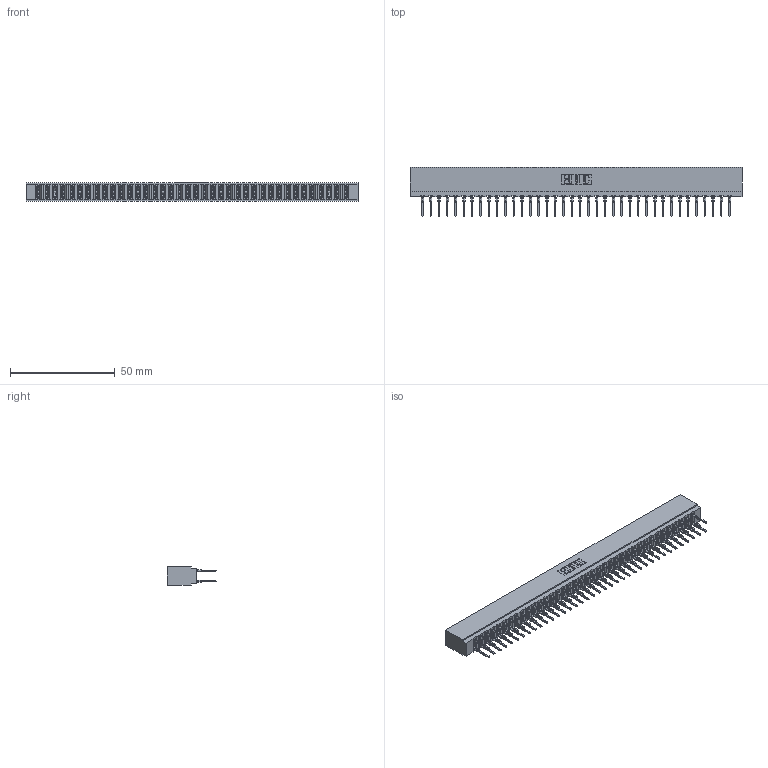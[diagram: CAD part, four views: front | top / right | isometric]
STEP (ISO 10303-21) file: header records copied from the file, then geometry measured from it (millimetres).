
FILE_DESCRIPTION (( 'STEP AP203' ), '1' );
FILE_NAME ('717-076-522-201.STEP', '2026-02-20T19:15:42', ( '' ), ( '' ), 'SwSTEP 2.0', 'SolidWorks 2023', '' );
FILE_SCHEMA (( 'CONFIG_CONTROL_DESIGN' ));
Length unit declared in the file: millimetre
Products named in the file (3): 717 Part_Insulator Option - 06; 717-076-522-201; 745-292-001_522
Assembly tree (77 placements, depth 2):
  717-076-522-201
    717 Part_Insulator Option - 06
    745-292-001_522  x76
Bounding box: 158.45 x 23.48 x 8.89 mm (x, y, z)
Volume: 13826 mm3; surface area: 21397.2 mm2
Topology: 77 solids, 77 shells, 6934 faces, 18643 edges, 11718 vertices
Faces by surface type: plane 3588, bspline 1520, cylinder 1370, torus 456
Entity records: 65705 total; most frequent: CARTESIAN_POINT 11909, ORIENTED_EDGE 11336, DIRECTION 9900, EDGE_CURVE 5668, LINE 5258, VECTOR 5258, VERTEX_POINT 3618, AXIS2_PLACEMENT_3D 2321
